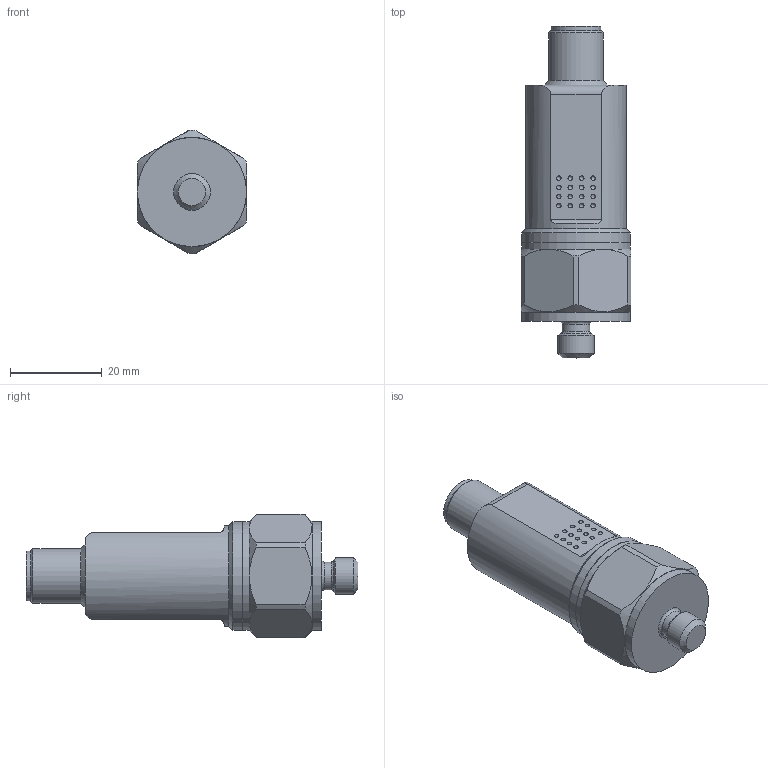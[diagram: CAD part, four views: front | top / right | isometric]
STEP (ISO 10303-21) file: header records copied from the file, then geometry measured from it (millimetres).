
FILE_DESCRIPTION (( 'STEP AP214' ), '1' );
FILE_NAME ('02.118.004_HE055.step', '2024-10-24T12:40:24', ( '' ), ( '' ), 'SwSTEP 2.0', 'SolidWorks 2023', '' );
FILE_SCHEMA (( 'AUTOMOTIVE_DESIGN' ));
Length unit declared in the file: millimetre
Products named in the file (1): 02.118.004_HE055
Bounding box: 24 x 72.5 x 27 mm (x, y, z)
Volume: 22131.3 mm3; surface area: 5600.1 mm2
Topology: 1 solids, 1 shells, 259 faces, 736 edges, 465 vertices
Faces by surface type: plane 178, bspline 42, cylinder 25, cone 13, torus 1
Full cylindrical faces by diameter (mm): 1 x4, 6.1 x1, 8 x1, 8.4 x1, 10.9 x1, 12 x1, 22 x1, 23.8 x3
Entity records: 8904 total; most frequent: CARTESIAN_POINT 2745, ORIENTED_EDGE 1286, DIRECTION 1158, EDGE_CURVE 643, LINE 470, VECTOR 470, VERTEX_POINT 458, AXIS2_PLACEMENT_3D 344
